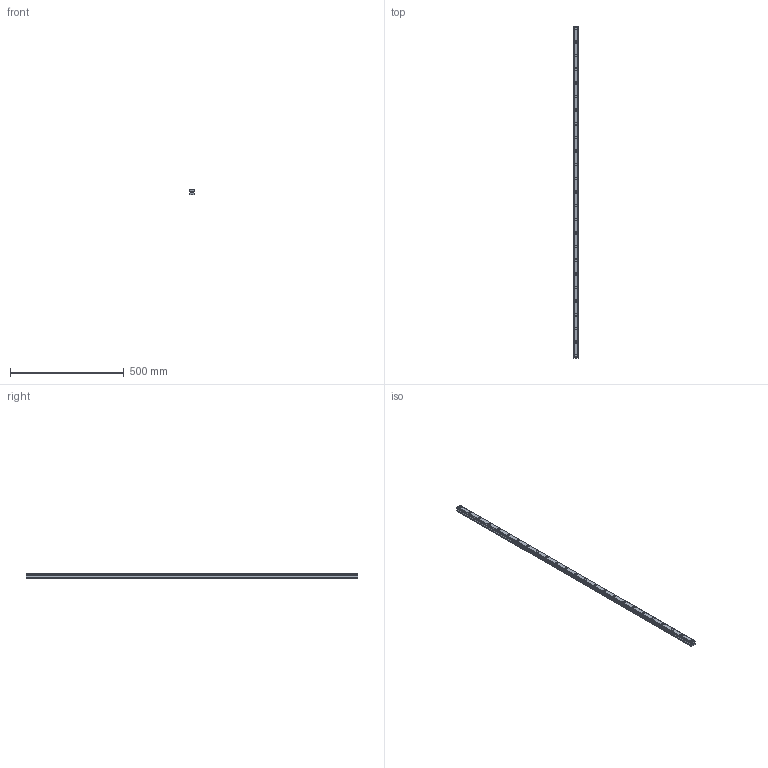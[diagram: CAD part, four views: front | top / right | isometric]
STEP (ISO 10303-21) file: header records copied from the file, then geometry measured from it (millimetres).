
FILE_DESCRIPTION(('STEP AP214'),'1');
FILE_NAME('cctmp_2EFCB77E-4ED7-468E-A623-2F307FD211B9_2020_5_28_9_14_45_56..stp','2020-05-28T07:14:45',('HIWIN GmbH'),('CADClick - www.CADClick.com'),'Spatial InterOp 3D',' ','unknown authorization');
FILE_SCHEMA(('AUTOMOTIVE_DESIGN'));
Length unit declared in the file: millimetre
Products named in the file (1): HGR25R1460H_FILE
Bounding box: 23 x 1460 x 22 mm (x, y, z)
Volume: 606136.3 mm3; surface area: 150868.9 mm2
Topology: 1 solids, 1 shells, 411 faces, 1065 edges, 710 vertices
Faces by surface type: plane 239, cylinder 172
Entity records: 16135 total; most frequent: DIRECTION 2433, CARTESIAN_POINT 2187, ORIENTED_EDGE 2130, EDGE_CURVE 1065, AXIS2_PLACEMENT_3D 956, VERTEX_POINT 710, LINE 521, VECTOR 521
